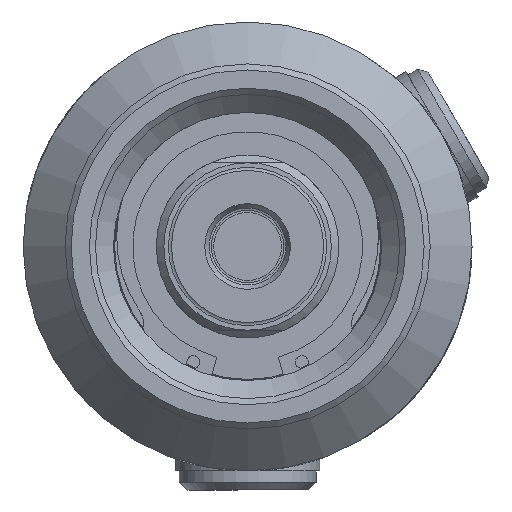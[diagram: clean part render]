
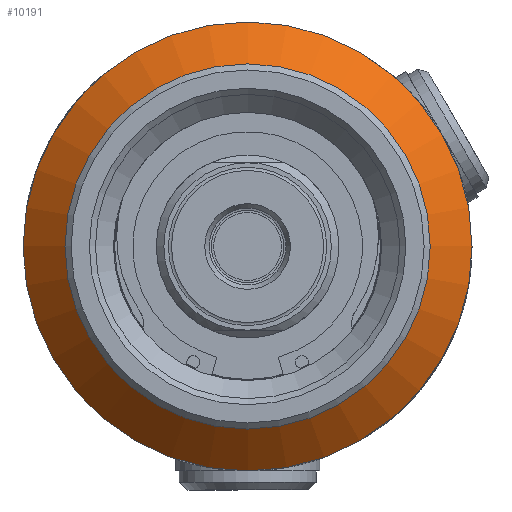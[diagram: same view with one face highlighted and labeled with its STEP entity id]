
A CAD part, left-side view. The second image highlights one B-rep face of the part: STEP entity #10191.
In plain terms, the highlighted conical face has half-angle 45 degrees and reference radius 26.75 mm.
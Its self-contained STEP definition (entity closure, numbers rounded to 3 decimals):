
#106=CONICAL_SURFACE('',#11071,26.75,0.785);
#1636=LINE('',#23034,#2203);
#2203=VECTOR('',#13257,26.75);
#2754=FACE_OUTER_BOUND('',#3381,.T.);
#3381=EDGE_LOOP('',(#9016,#9017,#9018,#9019,#9020,#9021));
#3667=CIRCLE('',#10716,29.5);
#3668=CIRCLE('',#10717,29.5);
#3882=CIRCLE('',#11069,24.);
#3883=CIRCLE('',#11070,24.);
#4597=VERTEX_POINT('',#22074);
#4598=VERTEX_POINT('',#22075);
#4858=VERTEX_POINT('',#23028);
#4859=VERTEX_POINT('',#23030);
#5921=EDGE_CURVE('',#4597,#4598,#3667,.T.);
#5922=EDGE_CURVE('',#4598,#4597,#3668,.T.);
#6290=EDGE_CURVE('',#4858,#4859,#3882,.T.);
#6291=EDGE_CURVE('',#4859,#4858,#3883,.T.);
#6292=EDGE_CURVE('',#4598,#4858,#1636,.T.);
#9016=ORIENTED_EDGE('',*,*,#5921,.T.);
#9017=ORIENTED_EDGE('',*,*,#6292,.T.);
#9018=ORIENTED_EDGE('',*,*,#6291,.F.);
#9019=ORIENTED_EDGE('',*,*,#6290,.F.);
#9020=ORIENTED_EDGE('',*,*,#6292,.F.);
#9021=ORIENTED_EDGE('',*,*,#5922,.T.);
#10191=ADVANCED_FACE('',(#2754),#106,.T.);
#10716=AXIS2_PLACEMENT_3D('',#22076,#12426,#12427);
#10717=AXIS2_PLACEMENT_3D('',#22077,#12428,#12429);
#11069=AXIS2_PLACEMENT_3D('',#23031,#13251,#13252);
#11070=AXIS2_PLACEMENT_3D('',#23032,#13253,#13254);
#11071=AXIS2_PLACEMENT_3D('',#23033,#13255,#13256);
#12426=DIRECTION('center_axis',(-1.,0.,0.));
#12427=DIRECTION('ref_axis',(0.,1.,0.));
#12428=DIRECTION('center_axis',(-1.,0.,0.));
#12429=DIRECTION('ref_axis',(0.,1.,0.));
#13251=DIRECTION('center_axis',(-1.,0.,0.));
#13252=DIRECTION('ref_axis',(0.,1.,0.));
#13253=DIRECTION('center_axis',(-1.,0.,0.));
#13254=DIRECTION('ref_axis',(0.,1.,0.));
#13255=DIRECTION('center_axis',(1.,0.,0.));
#13256=DIRECTION('ref_axis',(0.,1.,0.));
#13257=DIRECTION('',(-0.707,0.707,0.));
#22074=CARTESIAN_POINT('',(70.,29.5,0.));
#22075=CARTESIAN_POINT('',(70.,-29.5,0.));
#22076=CARTESIAN_POINT('Origin',(70.,0.,0.));
#22077=CARTESIAN_POINT('Origin',(70.,0.,0.));
#23028=CARTESIAN_POINT('',(64.5,-24.,0.));
#23030=CARTESIAN_POINT('',(64.5,24.,0.));
#23031=CARTESIAN_POINT('Origin',(64.5,0.,0.));
#23032=CARTESIAN_POINT('Origin',(64.5,0.,0.));
#23033=CARTESIAN_POINT('Origin',(67.25,0.,0.));
#23034=CARTESIAN_POINT('',(67.25,-26.75,0.));
